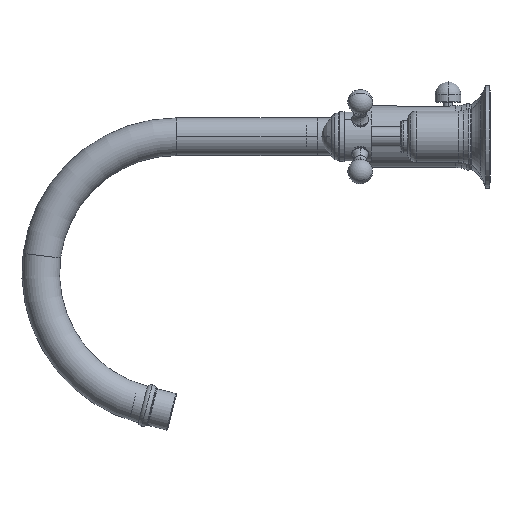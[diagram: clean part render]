
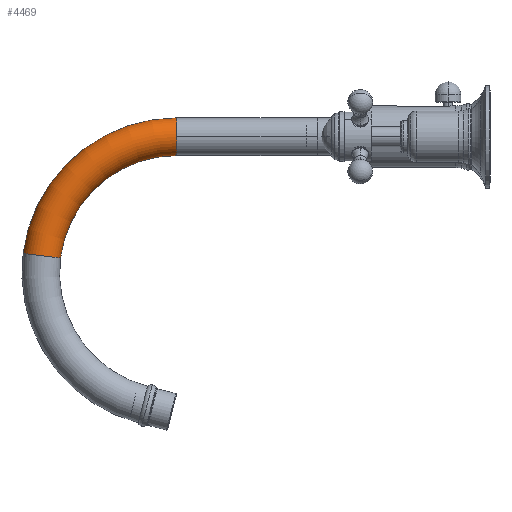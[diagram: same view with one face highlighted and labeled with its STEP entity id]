
A CAD part, left-side view. The second image highlights one B-rep face of the part: STEP entity #4469.
In plain terms, the highlighted toroidal (fillet/blend) face has major radius 79.5 mm and minor radius 11 mm.
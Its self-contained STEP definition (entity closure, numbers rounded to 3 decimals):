
#4165=CARTESIAN_POINT('',(9.402,210.115,-69.531));
#4166=DIRECTION('',(0.,-0.125,0.992));
#4167=DIRECTION('',(0.,0.992,0.125));
#4168=AXIS2_PLACEMENT_3D('',#4165,#4166,#4167);
#4180=CARTESIAN_POINT('',(9.402,131.243,0.));
#4181=DIRECTION('',(0.,1.,0.));
#4182=DIRECTION('',(0.,0.,-1.));
#4183=AXIS2_PLACEMENT_3D('',#4180,#4181,#4182);
#4185=CARTESIAN_POINT('',(9.402,131.243,-79.5));
#4186=DIRECTION('',(-1.,0.,0.));
#4187=DIRECTION('',(0.,0.,1.));
#4188=AXIS2_PLACEMENT_3D('',#4185,#4186,#4187);
#4190=CARTESIAN_POINT('',(9.402,131.243,-79.5));
#4191=DIRECTION('',(-1.,0.,0.));
#4192=DIRECTION('',(0.,0.,1.));
#4193=AXIS2_PLACEMENT_3D('',#4190,#4191,#4192);
#4195=CARTESIAN_POINT('',(9.402,131.243,0.));
#4196=DIRECTION('',(0.,1.,0.));
#4197=DIRECTION('',(-1.,0.,0.));
#4198=AXIS2_PLACEMENT_3D('',#4195,#4196,#4197);
#4215=CARTESIAN_POINT('',(-1.598,131.243,
0.));
#4217=VERTEX_POINT('',#4215);
#4249=CARTESIAN_POINT('',(9.402,131.243,11.));
#4250=CARTESIAN_POINT('',(9.402,221.028,-68.152));
#4251=VERTEX_POINT('',#4249);
#4252=VERTEX_POINT('',#4250);
#4253=CARTESIAN_POINT('',(9.402,199.202,-70.911));
#4254=VERTEX_POINT('',#4253);
#4255=CARTESIAN_POINT('',(9.402,131.243,-11.));
#4256=VERTEX_POINT('',#4255);
#4457=CARTESIAN_POINT('',(9.402,131.243,-79.5));
#4458=DIRECTION('',(-1.,0.,0.));
#4459=DIRECTION('',(0.,0.,1.));
#4460=AXIS2_PLACEMENT_3D('',#4457,#4458,#4459);
#4461=TOROIDAL_SURFACE('',#4460,79.5,11.);
#4462=ORIENTED_EDGE('',*,*,#4268,.F.);
#4463=ORIENTED_EDGE('',*,*,#4292,.T.);
#4464=ORIENTED_EDGE('',*,*,#4438,.F.);
#4465=ORIENTED_EDGE('',*,*,#4288,.F.);
#4466=ORIENTED_EDGE('',*,*,#4310,.F.);
#4467=EDGE_LOOP('',(#4462,#4463,#4464,#4465,#4466));
#4468=FACE_OUTER_BOUND('',#4467,.F.);
#4469=ADVANCED_FACE('',(#4468),#4461,.T.);
#4169=CIRCLE('',#4168,11.);
#4184=CIRCLE('',#4183,11.);
#4189=CIRCLE('',#4188,68.5);
#4194=CIRCLE('',#4193,90.5);
#4199=CIRCLE('',#4198,11.);
#4268=EDGE_CURVE('',#4256,#4217,#4184,.T.);
#4288=EDGE_CURVE('',#4251,#4252,#4194,.T.);
#4292=EDGE_CURVE('',#4256,#4254,#4189,.T.);
#4310=EDGE_CURVE('',#4217,#4251,#4199,.T.);
#4438=EDGE_CURVE('',#4252,#4254,#4169,.T.);
